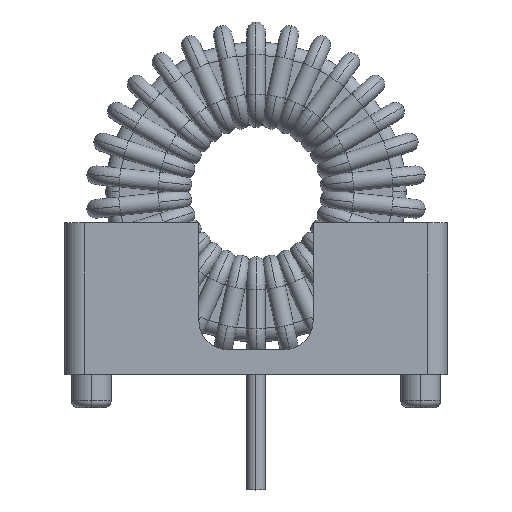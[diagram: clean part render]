
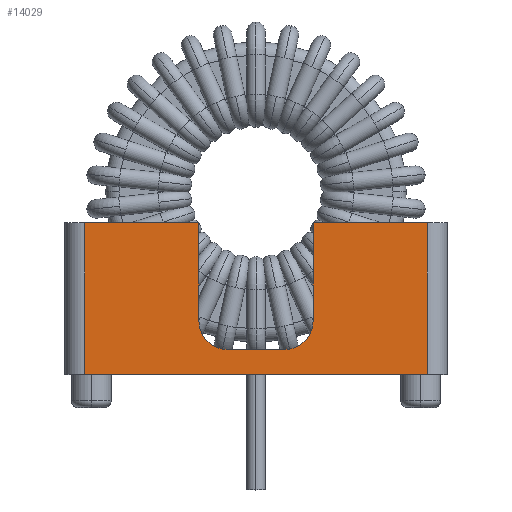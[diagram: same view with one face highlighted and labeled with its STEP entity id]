
A CAD part, top view. The second image highlights one B-rep face of the part: STEP entity #14029.
In plain terms, the highlighted planar face has unit normal (0, 0, 1).
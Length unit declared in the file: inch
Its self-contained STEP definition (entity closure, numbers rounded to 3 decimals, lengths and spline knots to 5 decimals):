
#107 = AXIS2_PLACEMENT_3D ( 'NONE', #6106, #26792, #9079 ) ;
#174 = CIRCLE ( 'NONE', #107, 0.04333 ) ;
#491 = CARTESIAN_POINT ( 'NONE',  ( -0.26, 0.08, 0.17 ) ) ;
#997 = ORIENTED_EDGE ( 'NONE', *, *, #37727, .F. ) ;
#2696 = EDGE_CURVE ( 'NONE', #3544, #5938, #30670, .T. ) ;
#2815 = FACE_OUTER_BOUND ( 'NONE', #35784, .T. ) ;
#3340 = VERTEX_POINT ( 'NONE', #37568 ) ;
#3544 = VERTEX_POINT ( 'NONE', #18498 ) ;
#3908 = DIRECTION ( 'NONE',  ( 1., 0., 0. ) ) ;
#3919 = DIRECTION ( 'NONE',  ( 0., 0., 1. ) ) ;
#4495 = DIRECTION ( 'NONE',  ( 1., 0., 0. ) ) ;
#4575 = DIRECTION ( 'NONE',  ( 1., 0., 0. ) ) ;
#5180 = VECTOR ( 'NONE', #18245, 39.37008 ) ;
#5344 = ORIENTED_EDGE ( 'NONE', *, *, #16649, .F. ) ;
#5938 = VERTEX_POINT ( 'NONE', #29937 ) ;
#6106 = CARTESIAN_POINT ( 'NONE',  ( 0.04333, 0.13083, 0.17 ) ) ;
#7290 = CARTESIAN_POINT ( 'NONE',  ( -0.08667, 0.13083, 0.17 ) ) ;
#8008 = VECTOR ( 'NONE', #25519, 39.37008 ) ;
#8717 = EDGE_CURVE ( 'NONE', #13695, #3544, #174, .T. ) ;
#9025 = ORIENTED_EDGE ( 'NONE', *, *, #8717, .F. ) ;
#9079 = DIRECTION ( 'NONE',  ( 1., 0., 0. ) ) ;
#9304 = EDGE_CURVE ( 'NONE', #25245, #13695, #14502, .T. ) ;
#9582 = EDGE_CURVE ( 'NONE', #24652, #15885, #35794, .T. ) ;
#10420 = VECTOR ( 'NONE', #4495, 39.37008 ) ;
#10635 = ORIENTED_EDGE ( 'NONE', *, *, #9304, .F. ) ;
#10986 = DIRECTION ( 'NONE',  ( 0., 0., -1. ) ) ;
#12014 = VERTEX_POINT ( 'NONE', #32816 ) ;
#12323 = CARTESIAN_POINT ( 'NONE',  ( -0.08667, 0.13083, 0.17 ) ) ;
#13511 = CARTESIAN_POINT ( 'NONE',  ( -0.04333, 0.0875, 0.17 ) ) ;
#13603 = EDGE_CURVE ( 'NONE', #26545, #25245, #15822, .T. ) ;
#13695 = VERTEX_POINT ( 'NONE', #16099 ) ;
#13735 = VECTOR ( 'NONE', #16646, 39.37008 ) ;
#14029 = ADVANCED_FACE ( 'NONE', ( #2815 ), #34416, .F. ) ;
#14502 = LINE ( 'NONE', #13511, #29286 ) ;
#15822 = CIRCLE ( 'NONE', #17432, 0.04333 ) ;
#15885 = VERTEX_POINT ( 'NONE', #31755 ) ;
#16099 = CARTESIAN_POINT ( 'NONE',  ( 0.04333, 0.0875, 0.17 ) ) ;
#16646 = DIRECTION ( 'NONE',  ( 0., -1., 0. ) ) ;
#16649 = EDGE_CURVE ( 'NONE', #3340, #36629, #30375, .T. ) ;
#17094 = EDGE_CURVE ( 'NONE', #12014, #26545, #36871, .T. ) ;
#17432 = AXIS2_PLACEMENT_3D ( 'NONE', #21636, #3919, #24605 ) ;
#17742 = CARTESIAN_POINT ( 'NONE',  ( -0.26, 0.28, 0.17 ) ) ;
#18169 = EDGE_CURVE ( 'NONE', #5938, #3340, #26112, .T. ) ;
#18245 = DIRECTION ( 'NONE',  ( 0., -1., 0. ) ) ;
#18328 = VECTOR ( 'NONE', #3908, 39.37008 ) ;
#18498 = CARTESIAN_POINT ( 'NONE',  ( 0.08667, 0.13083, 0.17 ) ) ;
#19321 = CARTESIAN_POINT ( 'NONE',  ( -0.26, 0.28, 0.17 ) ) ;
#19761 = CARTESIAN_POINT ( 'NONE',  ( -0.04333, 0.0875, 0.17 ) ) ;
#19909 = AXIS2_PLACEMENT_3D ( 'NONE', #28663, #10986, #31673 ) ;
#20657 = VECTOR ( 'NONE', #20708, 39.37008 ) ;
#20708 = DIRECTION ( 'NONE',  ( 1., 0., 0. ) ) ;
#21636 = CARTESIAN_POINT ( 'NONE',  ( -0.04333, 0.13083, 0.17 ) ) ;
#22197 = CARTESIAN_POINT ( 'NONE',  ( -0.26, 0.28, 0.17 ) ) ;
#24605 = DIRECTION ( 'NONE',  ( 1., 0., 0. ) ) ;
#24652 = VERTEX_POINT ( 'NONE', #19321 ) ;
#24796 = ORIENTED_EDGE ( 'NONE', *, *, #17094, .F. ) ;
#25245 = VERTEX_POINT ( 'NONE', #19761 ) ;
#25519 = DIRECTION ( 'NONE',  ( 0., 1., 0. ) ) ;
#26112 = LINE ( 'NONE', #22197, #10420 ) ;
#26545 = VERTEX_POINT ( 'NONE', #12323 ) ;
#26792 = DIRECTION ( 'NONE',  ( 0., 0., 1. ) ) ;
#28524 = LINE ( 'NONE', #17742, #20657 ) ;
#28663 = CARTESIAN_POINT ( 'NONE',  ( -0.26, 0.08, 0.17 ) ) ;
#28910 = VECTOR ( 'NONE', #33972, 39.37008 ) ;
#29144 = ORIENTED_EDGE ( 'NONE', *, *, #18169, .F. ) ;
#29286 = VECTOR ( 'NONE', #4575, 39.37008 ) ;
#29937 = CARTESIAN_POINT ( 'NONE',  ( 0.08667, 0.28, 0.17 ) ) ;
#30375 = LINE ( 'NONE', #34513, #13735 ) ;
#30533 = ORIENTED_EDGE ( 'NONE', *, *, #2696, .F. ) ;
#30670 = LINE ( 'NONE', #37371, #8008 ) ;
#31673 = DIRECTION ( 'NONE',  ( -1., 0., 0. ) ) ;
#31755 = CARTESIAN_POINT ( 'NONE',  ( -0.26, 0.05, 0.17 ) ) ;
#32816 = CARTESIAN_POINT ( 'NONE',  ( -0.08667, 0.28, 0.17 ) ) ;
#33441 = CARTESIAN_POINT ( 'NONE',  ( -0.26, 0.05, 0.17 ) ) ;
#33972 = DIRECTION ( 'NONE',  ( 0., -1., 0. ) ) ;
#34092 = LINE ( 'NONE', #33441, #18328 ) ;
#34378 = ORIENTED_EDGE ( 'NONE', *, *, #34987, .T. ) ;
#34416 = PLANE ( 'NONE',  #19909 ) ;
#34513 = CARTESIAN_POINT ( 'NONE',  ( 0.26, 0.08, 0.17 ) ) ;
#34987 = EDGE_CURVE ( 'NONE', #15885, #36629, #34092, .T. ) ;
#35009 = ORIENTED_EDGE ( 'NONE', *, *, #13603, .F. ) ;
#35784 = EDGE_LOOP ( 'NONE', ( #35009, #24796, #997, #36680, #34378, #5344, #29144, #30533, #9025, #10635 ) ) ;
#35794 = LINE ( 'NONE', #491, #5180 ) ;
#36629 = VERTEX_POINT ( 'NONE', #38353 ) ;
#36680 = ORIENTED_EDGE ( 'NONE', *, *, #9582, .T. ) ;
#36871 = LINE ( 'NONE', #7290, #28910 ) ;
#37371 = CARTESIAN_POINT ( 'NONE',  ( 0.08667, 0.13083, 0.17 ) ) ;
#37568 = CARTESIAN_POINT ( 'NONE',  ( 0.26, 0.28, 0.17 ) ) ;
#37727 = EDGE_CURVE ( 'NONE', #24652, #12014, #28524, .T. ) ;
#38353 = CARTESIAN_POINT ( 'NONE',  ( 0.26, 0.05, 0.17 ) ) ;
